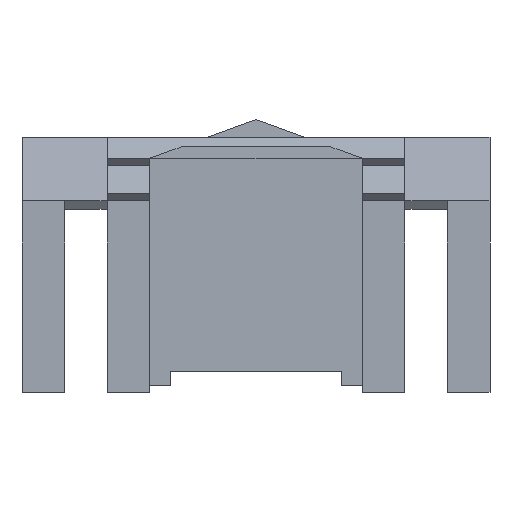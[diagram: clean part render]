
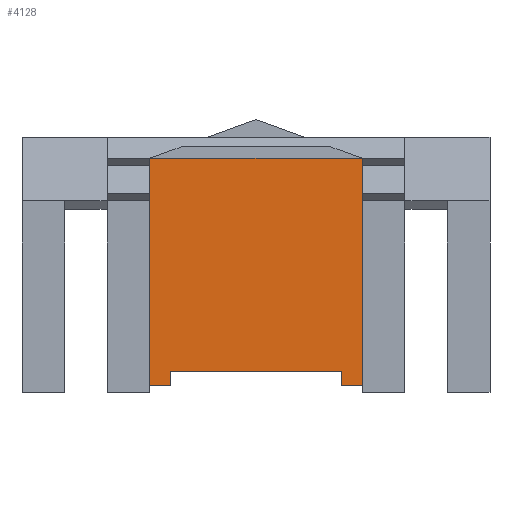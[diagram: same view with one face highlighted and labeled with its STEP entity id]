
A CAD part, left-side view. The second image highlights one B-rep face of the part: STEP entity #4128.
In plain terms, the highlighted planar face has unit normal (-1, 0, 0).
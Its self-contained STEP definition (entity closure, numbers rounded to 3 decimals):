
#86=FACE_OUTER_BOUND('',#302,.T.);
#302=EDGE_LOOP('',(#3007,#3008,#3009,#3010,#3011,#3012,#3013,#3014));
#670=LINE('',#5945,#1271);
#673=LINE('',#5951,#1274);
#674=LINE('',#5953,#1275);
#675=LINE('',#5955,#1276);
#676=LINE('',#5957,#1277);
#677=LINE('',#5959,#1278);
#678=LINE('',#5961,#1279);
#679=LINE('',#5962,#1280);
#1271=VECTOR('',#4828,3.29);
#1274=VECTOR('',#4833,3.29);
#1275=VECTOR('',#4834,3.29);
#1276=VECTOR('',#4835,3.29);
#1277=VECTOR('',#4836,3.29);
#1278=VECTOR('',#4837,3.29);
#1279=VECTOR('',#4838,3.29);
#1280=VECTOR('',#4839,3.29);
#1815=VERTEX_POINT('',#5942);
#1816=VERTEX_POINT('',#5944);
#1818=VERTEX_POINT('',#5950);
#1819=VERTEX_POINT('',#5952);
#1820=VERTEX_POINT('',#5954);
#1821=VERTEX_POINT('',#5956);
#1822=VERTEX_POINT('',#5958);
#1823=VERTEX_POINT('',#5960);
#2262=EDGE_CURVE('',#1815,#1816,#670,.T.);
#2265=EDGE_CURVE('',#1818,#1816,#673,.T.);
#2266=EDGE_CURVE('',#1819,#1815,#674,.T.);
#2267=EDGE_CURVE('',#1820,#1819,#675,.T.);
#2268=EDGE_CURVE('',#1821,#1820,#676,.T.);
#2269=EDGE_CURVE('',#1822,#1821,#677,.T.);
#2270=EDGE_CURVE('',#1823,#1822,#678,.T.);
#2271=EDGE_CURVE('',#1818,#1823,#679,.T.);
#3007=ORIENTED_EDGE('',*,*,#2265,.T.);
#3008=ORIENTED_EDGE('',*,*,#2262,.F.);
#3009=ORIENTED_EDGE('',*,*,#2266,.F.);
#3010=ORIENTED_EDGE('',*,*,#2267,.F.);
#3011=ORIENTED_EDGE('',*,*,#2268,.F.);
#3012=ORIENTED_EDGE('',*,*,#2269,.F.);
#3013=ORIENTED_EDGE('',*,*,#2270,.F.);
#3014=ORIENTED_EDGE('',*,*,#2271,.F.);
#3917=PLANE('',#4353);
#4128=ADVANCED_FACE('',(#86),#3917,.T.);
#4353=AXIS2_PLACEMENT_3D('',#5949,#4831,#4832);
#4828=DIRECTION('',(0.,1.,0.));
#4831=DIRECTION('center_axis',(-1.,0.,0.));
#4832=DIRECTION('ref_axis',(0.,1.,0.));
#4833=DIRECTION('',(0.,0.,-1.));
#4834=DIRECTION('',(0.,0.,-1.));
#4835=DIRECTION('',(0.,-1.,0.));
#4836=DIRECTION('',(0.,0.,1.));
#4837=DIRECTION('',(0.,1.,0.));
#4838=DIRECTION('',(0.,0.,-1.));
#4839=DIRECTION('',(0.,1.,0.));
#5942=CARTESIAN_POINT('',(19.139,-92.033,76.182));
#5944=CARTESIAN_POINT('',(19.139,-88.742,76.182));
#5945=CARTESIAN_POINT('',(19.139,-92.033,76.182));
#5949=CARTESIAN_POINT('Origin',(19.139,-92.033,78.486));
#5950=CARTESIAN_POINT('',(19.139,-88.742,78.486));
#5951=CARTESIAN_POINT('',(19.139,-88.742,78.486));
#5952=CARTESIAN_POINT('',(19.139,-92.033,111.389));
#5953=CARTESIAN_POINT('',(19.139,-92.033,78.486));
#5954=CARTESIAN_POINT('',(19.139,-59.129,111.389));
#5955=CARTESIAN_POINT('',(19.139,-92.033,111.389));
#5956=CARTESIAN_POINT('',(19.139,-59.129,76.182));
#5957=CARTESIAN_POINT('',(19.139,-59.129,78.486));
#5958=CARTESIAN_POINT('',(19.139,-62.42,76.182));
#5959=CARTESIAN_POINT('',(19.139,-59.129,76.182));
#5960=CARTESIAN_POINT('',(19.139,-62.42,78.486));
#5961=CARTESIAN_POINT('',(19.139,-62.42,78.486));
#5962=CARTESIAN_POINT('',(19.139,-92.033,78.486));
